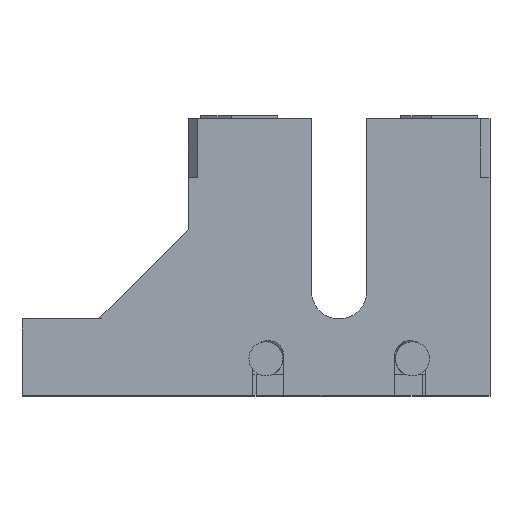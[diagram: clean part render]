
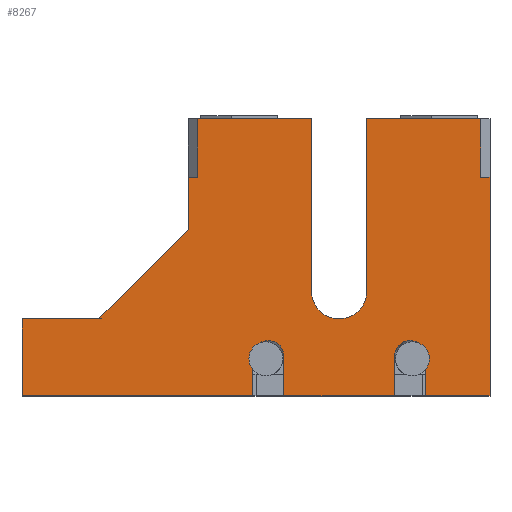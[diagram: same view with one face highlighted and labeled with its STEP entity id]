
A CAD part, top view. The second image highlights one B-rep face of the part: STEP entity #8267.
In plain terms, the highlighted planar face has unit normal (0, 0, 1).
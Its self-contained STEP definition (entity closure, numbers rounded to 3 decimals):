
#5872=DIRECTION('',(1.,0.,0.));
#5873=VECTOR('',#5872,7.5);
#5874=CARTESIAN_POINT('',(-10.3,-7.1,3.15));
#5875=LINE('',#5874,#5873);
#5908=DIRECTION('',(0.,-1.,0.));
#5909=VECTOR('',#5908,2.5);
#5910=CARTESIAN_POINT('',(-10.3,-4.6,3.15));
#5911=LINE('',#5910,#5909);
#5920=DIRECTION('',(-1.,0.,0.));
#5921=VECTOR('',#5920,2.5);
#5922=CARTESIAN_POINT('',(-7.8,-4.6,3.15));
#5923=LINE('',#5922,#5921);
#5960=DIRECTION('',(0.,-1.,0.));
#5961=VECTOR('',#5960,1.7);
#5962=CARTESIAN_POINT('',(-4.9,0.,3.15));
#5963=LINE('',#5962,#5961);
#6028=DIRECTION('',(-1.,0.,0.));
#6029=VECTOR('',#6028,3.7);
#6030=CARTESIAN_POINT('',(-0.9,1.9,3.15));
#6031=LINE('',#6030,#6029);
#6040=DIRECTION('',(0.,-1.,0.));
#6041=VECTOR('',#6040,1.9);
#6042=CARTESIAN_POINT('',(-4.6,1.9,3.15));
#6043=LINE('',#6042,#6041);
#6048=CARTESIAN_POINT('',(2.3,-5.8,3.15));
#6049=DIRECTION('',(0.,0.,1.));
#6050=DIRECTION('',(1.,0.,0.));
#6051=AXIS2_PLACEMENT_3D('',#6048,#6049,#6050);
#6053=DIRECTION('',(0.,-1.,0.));
#6054=VECTOR('',#6053,1.3);
#6055=CARTESIAN_POINT('',(1.8,-5.8,3.15));
#6056=LINE('',#6055,#6054);
#6057=CARTESIAN_POINT('',(-2.3,-5.8,3.15));
#6058=DIRECTION('',(0.,0.,1.));
#6059=DIRECTION('',(1.,0.,0.));
#6060=AXIS2_PLACEMENT_3D('',#6057,#6058,#6059);
#6062=DIRECTION('',(0.707,0.707,0.));
#6063=VECTOR('',#6062,4.101);
#6064=CARTESIAN_POINT('',(-7.8,-4.6,3.15));
#6065=LINE('',#6064,#6063);
#6066=CARTESIAN_POINT('',(0.,-3.7,3.15));
#6067=DIRECTION('',(0.,0.,1.));
#6068=DIRECTION('',(-1.,0.,0.));
#6069=AXIS2_PLACEMENT_3D('',#6066,#6067,#6068);
#6071=CARTESIAN_POINT('',(0.,-3.7,3.15));
#6072=DIRECTION('',(0.,0.,1.));
#6073=DIRECTION('',(0.,-1.,0.));
#6074=AXIS2_PLACEMENT_3D('',#6071,#6072,#6073);
#6101=DIRECTION('',(0.,-1.,0.));
#6102=VECTOR('',#6101,1.3);
#6103=CARTESIAN_POINT('',(2.8,-5.8,3.15));
#6104=LINE('',#6103,#6102);
#6130=DIRECTION('',(1.,0.,0.));
#6131=VECTOR('',#6130,3.6);
#6132=CARTESIAN_POINT('',(-1.8,-7.1,3.15));
#6133=LINE('',#6132,#6131);
#6234=DIRECTION('',(0.,-1.,0.));
#6235=VECTOR('',#6234,5.6);
#6236=CARTESIAN_POINT('',(0.9,1.9,3.15));
#6237=LINE('',#6236,#6235);
#6562=DIRECTION('',(0.,1.,0.));
#6563=VECTOR('',#6562,5.6);
#6564=CARTESIAN_POINT('',(-0.9,-3.7,3.15));
#6565=LINE('',#6564,#6563);
#6674=DIRECTION('',(-1.,0.,0.));
#6675=VECTOR('',#6674,3.7);
#6676=CARTESIAN_POINT('',(4.6,1.9,3.15));
#6677=LINE('',#6676,#6675);
#6726=DIRECTION('',(0.,1.,0.));
#6727=VECTOR('',#6726,7.1);
#6728=CARTESIAN_POINT('',(4.9,-7.1,3.15));
#6729=LINE('',#6728,#6727);
#6738=DIRECTION('',(1.,0.,0.));
#6739=VECTOR('',#6738,2.1);
#6740=CARTESIAN_POINT('',(2.8,-7.1,3.15));
#6741=LINE('',#6740,#6739);
#6804=DIRECTION('',(-1.,0.,0.));
#6805=VECTOR('',#6804,0.3);
#6806=CARTESIAN_POINT('',(4.9,0.,3.15));
#6807=LINE('',#6806,#6805);
#6812=DIRECTION('',(0.,1.,0.));
#6813=VECTOR('',#6812,1.9);
#6814=CARTESIAN_POINT('',(4.6,0.,3.15));
#6815=LINE('',#6814,#6813);
#6988=DIRECTION('',(0.,1.,0.));
#6989=VECTOR('',#6988,1.3);
#6990=CARTESIAN_POINT('',(-2.8,-7.1,3.15));
#6991=LINE('',#6990,#6989);
#7017=DIRECTION('',(0.,-1.,0.));
#7018=VECTOR('',#7017,1.3);
#7019=CARTESIAN_POINT('',(-1.8,-5.8,3.15));
#7020=LINE('',#7019,#7018);
#7145=DIRECTION('',(-1.,0.,0.));
#7146=VECTOR('',#7145,0.3);
#7147=CARTESIAN_POINT('',(-4.6,0.,3.15));
#7148=LINE('',#7147,#7146);
#7309=CARTESIAN_POINT('',(1.8,-5.8,3.15));
#7311=VERTEX_POINT('',#7309);
#7337=CARTESIAN_POINT('',(2.8,-5.8,3.15));
#7338=VERTEX_POINT('',#7337);
#7339=CARTESIAN_POINT('',(1.8,-7.1,3.15));
#7340=VERTEX_POINT('',#7339);
#7341=CARTESIAN_POINT('',(-1.8,-7.1,3.15));
#7342=VERTEX_POINT('',#7341);
#7343=CARTESIAN_POINT('',(-1.8,-5.8,3.15));
#7344=VERTEX_POINT('',#7343);
#7345=CARTESIAN_POINT('',(-2.8,-5.8,3.15));
#7346=VERTEX_POINT('',#7345);
#7347=CARTESIAN_POINT('',(-2.8,-7.1,3.15));
#7348=VERTEX_POINT('',#7347);
#7349=CARTESIAN_POINT('',(-10.3,-7.1,3.15));
#7350=VERTEX_POINT('',#7349);
#7351=CARTESIAN_POINT('',(-10.3,-4.6,3.15));
#7352=VERTEX_POINT('',#7351);
#7353=CARTESIAN_POINT('',(-7.8,-4.6,3.15));
#7354=CARTESIAN_POINT('',(-4.9,-1.7,3.15));
#7355=VERTEX_POINT('',#7353);
#7356=VERTEX_POINT('',#7354);
#7357=CARTESIAN_POINT('',(-4.6,0.,3.15));
#7358=CARTESIAN_POINT('',(-4.9,0.,3.15));
#7359=VERTEX_POINT('',#7357);
#7360=VERTEX_POINT('',#7358);
#7361=CARTESIAN_POINT('',(-4.6,1.9,3.15));
#7362=VERTEX_POINT('',#7361);
#7363=CARTESIAN_POINT('',(-0.9,1.9,3.15));
#7364=VERTEX_POINT('',#7363);
#7365=CARTESIAN_POINT('',(-0.9,-3.7,3.15));
#7366=VERTEX_POINT('',#7365);
#7367=CARTESIAN_POINT('',(0.,-4.6,3.15));
#7368=VERTEX_POINT('',#7367);
#7369=CARTESIAN_POINT('',(0.9,-3.7,3.15));
#7370=VERTEX_POINT('',#7369);
#7371=CARTESIAN_POINT('',(0.9,1.9,3.15));
#7372=VERTEX_POINT('',#7371);
#7373=CARTESIAN_POINT('',(4.6,1.9,3.15));
#7374=VERTEX_POINT('',#7373);
#7375=CARTESIAN_POINT('',(4.6,0.,3.15));
#7376=VERTEX_POINT('',#7375);
#7377=CARTESIAN_POINT('',(4.9,0.,3.15));
#7378=VERTEX_POINT('',#7377);
#7379=CARTESIAN_POINT('',(4.9,-7.1,3.15));
#7380=VERTEX_POINT('',#7379);
#7381=CARTESIAN_POINT('',(2.8,-7.1,3.15));
#7382=VERTEX_POINT('',#7381);
#8218=CARTESIAN_POINT('',(-2.7,-2.6,3.15));
#8219=DIRECTION('',(0.,0.,1.));
#8220=DIRECTION('',(1.,0.,0.));
#8221=AXIS2_PLACEMENT_3D('',#8218,#8219,#8220);
#8222=PLANE('',#8221);
#8224=ORIENTED_EDGE('',*,*,#8223,.T.);
#8226=ORIENTED_EDGE('',*,*,#8225,.T.);
#8228=ORIENTED_EDGE('',*,*,#8227,.F.);
#8230=ORIENTED_EDGE('',*,*,#8229,.F.);
#8232=ORIENTED_EDGE('',*,*,#8231,.T.);
#8234=ORIENTED_EDGE('',*,*,#8233,.F.);
#8235=ORIENTED_EDGE('',*,*,#8011,.F.);
#8236=ORIENTED_EDGE('',*,*,#8048,.F.);
#8237=ORIENTED_EDGE('',*,*,#8064,.F.);
#8239=ORIENTED_EDGE('',*,*,#8238,.T.);
#8240=ORIENTED_EDGE('',*,*,#8125,.F.);
#8242=ORIENTED_EDGE('',*,*,#8241,.F.);
#8243=ORIENTED_EDGE('',*,*,#8209,.F.);
#8244=ORIENTED_EDGE('',*,*,#8183,.F.);
#8246=ORIENTED_EDGE('',*,*,#8245,.F.);
#8248=ORIENTED_EDGE('',*,*,#8247,.T.);
#8250=ORIENTED_EDGE('',*,*,#8249,.T.);
#8252=ORIENTED_EDGE('',*,*,#8251,.F.);
#8254=ORIENTED_EDGE('',*,*,#8253,.F.);
#8256=ORIENTED_EDGE('',*,*,#8255,.F.);
#8258=ORIENTED_EDGE('',*,*,#8257,.F.);
#8260=ORIENTED_EDGE('',*,*,#8259,.F.);
#8262=ORIENTED_EDGE('',*,*,#8261,.F.);
#8264=ORIENTED_EDGE('',*,*,#8263,.F.);
#8265=EDGE_LOOP('',(#8224,#8226,#8228,#8230,#8232,#8234,#8235,#8236,#8237,#8239,
#8240,#8242,#8243,#8244,#8246,#8248,#8250,#8252,#8254,#8256,#8258,#8260,#8262,
#8264));
#8266=FACE_OUTER_BOUND('',#8265,.F.);
#8267=ADVANCED_FACE('',(#8266),#8222,.T.);
#6052=CIRCLE('',#6051,0.5);
#6061=CIRCLE('',#6060,0.5);
#6070=CIRCLE('',#6069,0.9);
#6075=CIRCLE('',#6074,0.9);
#8011=EDGE_CURVE('',#7350,#7348,#5875,.T.);
#8048=EDGE_CURVE('',#7352,#7350,#5911,.T.);
#8064=EDGE_CURVE('',#7355,#7352,#5923,.T.);
#8125=EDGE_CURVE('',#7360,#7356,#5963,.T.);
#8183=EDGE_CURVE('',#7364,#7362,#6031,.T.);
#8209=EDGE_CURVE('',#7362,#7359,#6043,.T.);
#8223=EDGE_CURVE('',#7338,#7311,#6052,.T.);
#8225=EDGE_CURVE('',#7311,#7340,#6056,.T.);
#8227=EDGE_CURVE('',#7342,#7340,#6133,.T.);
#8229=EDGE_CURVE('',#7344,#7342,#7020,.T.);
#8231=EDGE_CURVE('',#7344,#7346,#6061,.T.);
#8233=EDGE_CURVE('',#7348,#7346,#6991,.T.);
#8238=EDGE_CURVE('',#7355,#7356,#6065,.T.);
#8241=EDGE_CURVE('',#7359,#7360,#7148,.T.);
#8245=EDGE_CURVE('',#7366,#7364,#6565,.T.);
#8247=EDGE_CURVE('',#7366,#7368,#6070,.T.);
#8249=EDGE_CURVE('',#7368,#7370,#6075,.T.);
#8251=EDGE_CURVE('',#7372,#7370,#6237,.T.);
#8253=EDGE_CURVE('',#7374,#7372,#6677,.T.);
#8255=EDGE_CURVE('',#7376,#7374,#6815,.T.);
#8257=EDGE_CURVE('',#7378,#7376,#6807,.T.);
#8259=EDGE_CURVE('',#7380,#7378,#6729,.T.);
#8261=EDGE_CURVE('',#7382,#7380,#6741,.T.);
#8263=EDGE_CURVE('',#7338,#7382,#6104,.T.);
